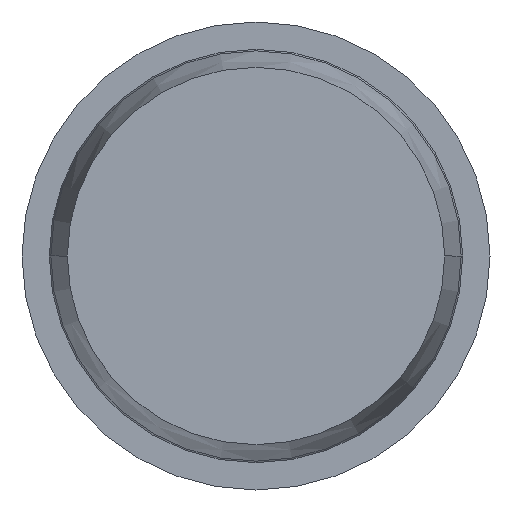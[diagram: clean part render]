
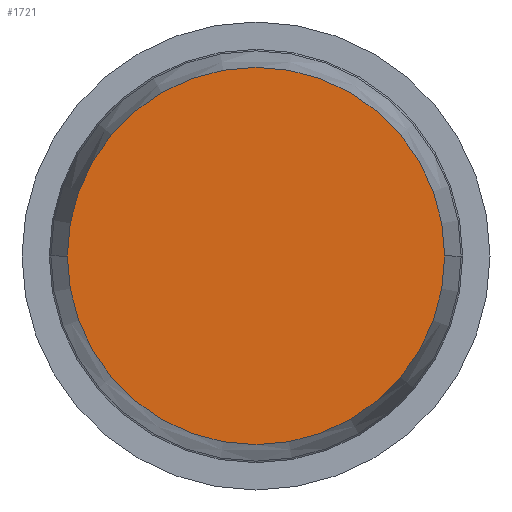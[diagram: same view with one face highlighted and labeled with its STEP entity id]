
A CAD part, front view. The second image highlights one B-rep face of the part: STEP entity #1721.
In plain terms, the highlighted planar face has unit normal (0, -1, 0).
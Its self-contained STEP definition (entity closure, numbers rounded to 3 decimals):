
#423 = DIRECTION ( 'NONE',  ( 1., 0., 0. ) ) ;
#481 = EDGE_CURVE ( 'Defeature ausgef�hrt1_0+Defeature ausgef�hrt1_10+Defeature ausgef�hrt1_10+Defeature ausgef�hrt1_10', #785, #1901, #2387, .T. ) ;
#589 = CARTESIAN_POINT ( 'NONE',  ( -1.209, -19., 0. ) ) ;
#678 = AXIS2_PLACEMENT_3D ( 'NONE', #1528, #2623, #423 ) ;
#785 = VERTEX_POINT ( 'NONE', #589 ) ;
#896 = FACE_OUTER_BOUND ( 'NONE', #2335, .T. ) ;
#897 = CIRCLE ( 'NONE', #3452, 1.209 ) ;
#927 = ORIENTED_EDGE ( 'NONE', *, *, #481, .T. ) ;
#1528 = CARTESIAN_POINT ( 'NONE',  ( 0., -19., 0. ) ) ;
#1579 = CARTESIAN_POINT ( 'NONE',  ( 1.209, -19., 0. ) ) ;
#1721 = ADVANCED_FACE ( 'Defeature ausgef�hrt1_0', ( #896 ), #2902, .T. ) ;
#1765 = CARTESIAN_POINT ( 'NONE',  ( 0., -19., 0. ) ) ;
#1794 = DIRECTION ( 'NONE',  ( 1., 0., 0. ) ) ;
#1901 = VERTEX_POINT ( 'NONE', #1579 ) ;
#2029 = DIRECTION ( 'NONE',  ( 0., -1., 0. ) ) ;
#2321 = DIRECTION ( 'NONE',  ( 1., 0., 0. ) ) ;
#2323 = DIRECTION ( 'NONE',  ( 0., -1., 0. ) ) ;
#2335 = EDGE_LOOP ( 'NONE', ( #927, #2534 ) ) ;
#2387 = CIRCLE ( 'NONE', #2661, 1.209 ) ;
#2534 = ORIENTED_EDGE ( 'NONE', *, *, #3021, .T. ) ;
#2588 = CARTESIAN_POINT ( 'NONE',  ( 0., -19., 0. ) ) ;
#2623 = DIRECTION ( 'NONE',  ( 0., -1., 0. ) ) ;
#2661 = AXIS2_PLACEMENT_3D ( 'NONE', #1765, #2323, #1794 ) ;
#2902 = PLANE ( 'NONE',  #678 ) ;
#3021 = EDGE_CURVE ( 'Defeature ausgef�hrt1_0+Defeature ausgef�hrt1_10+Defeature ausgef�hrt1_10+Defeature ausgef�hrt1_10', #1901, #785, #897, .T. ) ;
#3452 = AXIS2_PLACEMENT_3D ( 'NONE', #2588, #2029, #2321 ) ;
